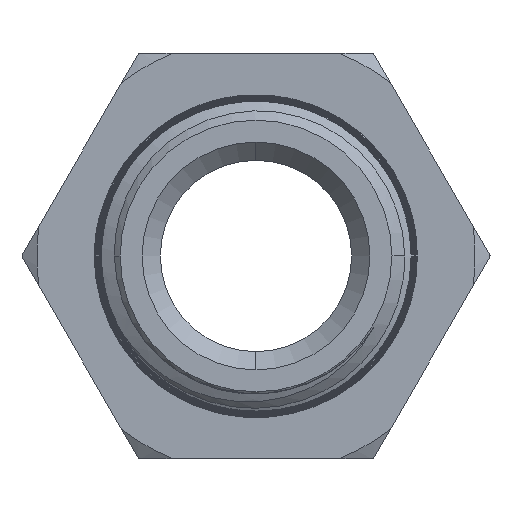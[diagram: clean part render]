
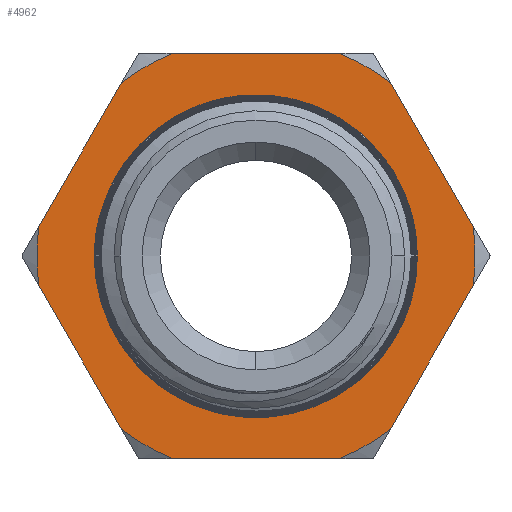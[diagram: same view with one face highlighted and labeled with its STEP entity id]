
A CAD part, left-side view. The second image highlights one B-rep face of the part: STEP entity #4962.
In plain terms, the highlighted planar face has unit normal (-1, 0, 0).
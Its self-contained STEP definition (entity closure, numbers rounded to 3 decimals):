
#277=CARTESIAN_POINT('',(-4.,0.,0.));
#278=DIRECTION('',(-1.,0.,0.));
#279=DIRECTION('',(0.,0.991,0.136));
#280=AXIS2_PLACEMENT_3D('',#277,#278,#279);
#303=CARTESIAN_POINT('',(-4.,0.,0.));
#304=DIRECTION('',(-1.,0.,0.));
#305=DIRECTION('',(0.,-0.991,-0.136));
#306=AXIS2_PLACEMENT_3D('',#303,#304,#305);
#423=CARTESIAN_POINT('',(-4.,0.,0.));
#424=DIRECTION('',(-1.,0.,0.));
#425=DIRECTION('',(0.,1.,0.));
#426=AXIS2_PLACEMENT_3D('',#423,#424,#425);
#428=CARTESIAN_POINT('',(-4.,0.,0.));
#429=DIRECTION('',(1.,0.,0.));
#430=DIRECTION('',(0.,1.,0.));
#431=AXIS2_PLACEMENT_3D('',#428,#429,#430);
#433=DIRECTION('',(0.,0.5,-0.866));
#434=VECTOR('',#433,13.584);
#435=CARTESIAN_POINT('',(-4.,11.023,14.207));
#436=LINE('',#435,#434);
#437=CARTESIAN_POINT('',(-4.,0.,0.));
#438=DIRECTION('',(-1.,0.,0.));
#439=DIRECTION('',(0.,0.378,0.926));
#440=AXIS2_PLACEMENT_3D('',#437,#438,#439);
#442=DIRECTION('',(0.,1.,0.));
#443=VECTOR('',#442,13.584);
#444=CARTESIAN_POINT('',(-4.,-6.792,16.65));
#445=LINE('',#444,#443);
#446=CARTESIAN_POINT('',(-4.,0.,0.));
#447=DIRECTION('',(-1.,0.,0.));
#448=DIRECTION('',(0.,-0.613,0.79));
#449=AXIS2_PLACEMENT_3D('',#446,#447,#448);
#451=DIRECTION('',(0.,0.5,0.866));
#452=VECTOR('',#451,13.584);
#453=CARTESIAN_POINT('',(-4.,-17.815,2.443));
#454=LINE('',#453,#452);
#455=DIRECTION('',(0.,-0.5,0.866));
#456=VECTOR('',#455,13.584);
#457=CARTESIAN_POINT('',(-4.,-11.023,-14.207));
#458=LINE('',#457,#456);
#459=CARTESIAN_POINT('',(-4.,0.,0.));
#460=DIRECTION('',(-1.,0.,0.));
#461=DIRECTION('',(0.,-0.378,-0.926));
#462=AXIS2_PLACEMENT_3D('',#459,#460,#461);
#464=DIRECTION('',(0.,-1.,0.));
#465=VECTOR('',#464,13.584);
#466=CARTESIAN_POINT('',(-4.,6.792,-16.65));
#467=LINE('',#466,#465);
#468=CARTESIAN_POINT('',(-4.,0.,0.));
#469=DIRECTION('',(-1.,0.,0.));
#470=DIRECTION('',(0.,0.613,-0.79));
#471=AXIS2_PLACEMENT_3D('',#468,#469,#470);
#473=DIRECTION('',(0.,-0.5,-0.866));
#474=VECTOR('',#473,13.584);
#475=CARTESIAN_POINT('',(-4.,17.815,-2.443));
#476=LINE('',#475,#474);
#4370=CARTESIAN_POINT('',(-4.,11.023,-14.207));
#4371=CARTESIAN_POINT('',(-4.,6.792,-16.65));
#4372=VERTEX_POINT('',#4370);
#4373=VERTEX_POINT('',#4371);
#4374=CARTESIAN_POINT('',(-4.,-6.792,-16.65));
#4375=CARTESIAN_POINT('',(-4.,-11.023,-14.207));
#4376=VERTEX_POINT('',#4374);
#4377=VERTEX_POINT('',#4375);
#4378=CARTESIAN_POINT('',(-4.,-11.023,14.207));
#4379=CARTESIAN_POINT('',(-4.,-6.792,16.65));
#4380=VERTEX_POINT('',#4378);
#4381=VERTEX_POINT('',#4379);
#4382=CARTESIAN_POINT('',(-4.,6.792,16.65));
#4383=CARTESIAN_POINT('',(-4.,11.023,14.207));
#4384=VERTEX_POINT('',#4382);
#4385=VERTEX_POINT('',#4383);
#4386=CARTESIAN_POINT('',(-4.,-17.815,-2.443));
#4387=VERTEX_POINT('',#4386);
#4388=CARTESIAN_POINT('',(-4.,-17.815,2.443));
#4389=VERTEX_POINT('',#4388);
#4390=CARTESIAN_POINT('',(-4.,17.815,2.443));
#4391=VERTEX_POINT('',#4390);
#4392=CARTESIAN_POINT('',(-4.,17.815,-2.443));
#4393=VERTEX_POINT('',#4392);
#4453=CARTESIAN_POINT('',(-4.,11.585,0.));
#4455=VERTEX_POINT('',#4453);
#4457=CARTESIAN_POINT('',(-4.,-11.585,0.));
#4459=VERTEX_POINT('',#4457);
#4935=CARTESIAN_POINT('',(-4.,0.,0.));
#4936=DIRECTION('',(-1.,0.,0.));
#4937=DIRECTION('',(0.,-1.,0.));
#4938=AXIS2_PLACEMENT_3D('',#4935,#4936,#4937);
#4939=PLANE('',#4938);
#4940=ORIENTED_EDGE('',*,*,#4761,.F.);
#4942=ORIENTED_EDGE('',*,*,#4941,.F.);
#4943=ORIENTED_EDGE('',*,*,#4745,.F.);
#4944=ORIENTED_EDGE('',*,*,#4852,.F.);
#4945=ORIENTED_EDGE('',*,*,#4822,.F.);
#4946=ORIENTED_EDGE('',*,*,#4883,.F.);
#4947=ORIENTED_EDGE('',*,*,#4806,.F.);
#4948=ORIENTED_EDGE('',*,*,#4914,.F.);
#4949=ORIENTED_EDGE('',*,*,#4790,.F.);
#4950=ORIENTED_EDGE('',*,*,#4724,.F.);
#4951=ORIENTED_EDGE('',*,*,#4776,.F.);
#4953=ORIENTED_EDGE('',*,*,#4952,.F.);
#4954=EDGE_LOOP('',(#4940,#4942,#4943,#4944,#4945,#4946,#4947,#4948,#4949,#4950,
#4951,#4953));
#4955=FACE_OUTER_BOUND('',#4954,.F.);
#4957=ORIENTED_EDGE('',*,*,#4956,.T.);
#4959=ORIENTED_EDGE('',*,*,#4958,.F.);
#4960=EDGE_LOOP('',(#4957,#4959));
#4961=FACE_BOUND('',#4960,.F.);
#281=CIRCLE('',#280,17.982);
#307=CIRCLE('',#306,17.982);
#427=CIRCLE('',#426,11.585);
#432=CIRCLE('',#431,11.585);
#441=CIRCLE('',#440,17.982);
#450=CIRCLE('',#449,17.982);
#463=CIRCLE('',#462,17.982);
#472=CIRCLE('',#471,17.982);
#4724=EDGE_CURVE('',#4373,#4376,#467,.T.);
#4745=EDGE_CURVE('',#4384,#4385,#441,.T.);
#4761=EDGE_CURVE('',#4391,#4393,#281,.T.);
#4776=EDGE_CURVE('',#4372,#4373,#472,.T.);
#4790=EDGE_CURVE('',#4376,#4377,#463,.T.);
#4806=EDGE_CURVE('',#4387,#4389,#307,.T.);
#4822=EDGE_CURVE('',#4380,#4381,#450,.T.);
#4852=EDGE_CURVE('',#4381,#4384,#445,.T.);
#4883=EDGE_CURVE('',#4389,#4380,#454,.T.);
#4914=EDGE_CURVE('',#4377,#4387,#458,.T.);
#4941=EDGE_CURVE('',#4385,#4391,#436,.T.);
#4952=EDGE_CURVE('',#4393,#4372,#476,.T.);
#4956=EDGE_CURVE('',#4455,#4459,#427,.T.);
#4958=EDGE_CURVE('',#4455,#4459,#432,.T.);
#4962=ADVANCED_FACE('',(#4955,#4961),#4939,.T.);
